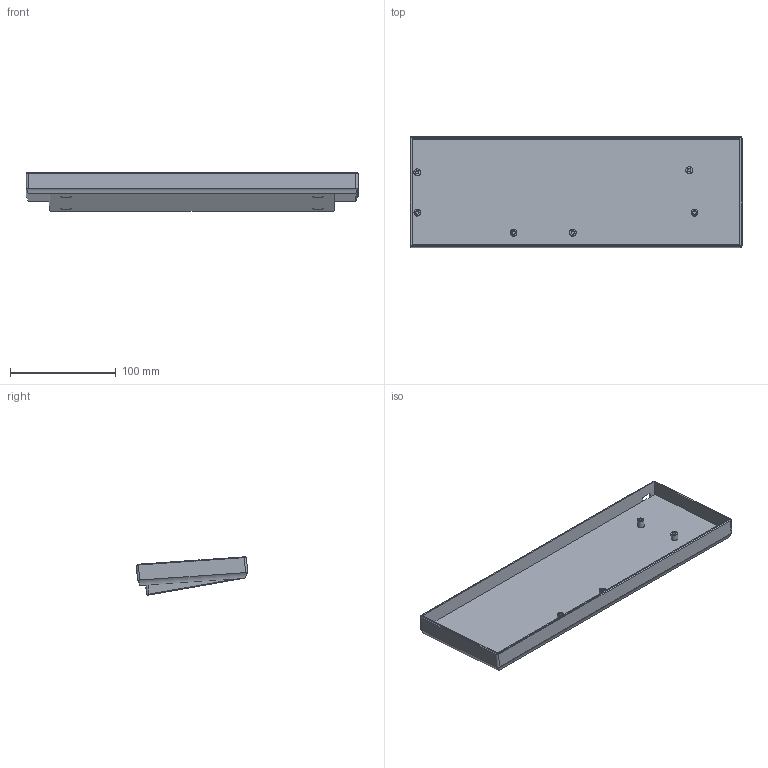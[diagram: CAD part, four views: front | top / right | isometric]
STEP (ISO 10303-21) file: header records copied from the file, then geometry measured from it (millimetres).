
FILE_DESCRIPTION(/* description */ (''),/* implementation_level */ '2;1');
FILE_NAME(/* name */ 'Case.step',/* time_stamp */ '2025-07-14T22:09:52+07:00',/* author */ (''),/* organization */ (''),/* preprocessor_version */ 'ST-DEVELOPER v20.1',/* originating_system */ 'Autodesk Translation Framework v14.10.0.0',/* authorisation */ '');
FILE_SCHEMA (('AUTOMOTIVE_DESIGN { 1 0 10303 214 3 1 1 }'));
Length unit declared in the file: millimetre
Products named in the file (1): 2025-07-14-22-09-52-068
Bounding box: 313.96 x 105.15 x 36.48 mm (x, y, z)
Volume: 342316.2 mm3; surface area: 96793.8 mm2
Topology: 1 solids, 1 shells, 94 faces, 207 edges, 132 vertices
Faces by surface type: plane 56, cylinder 28, cone 6, bspline 4
Full cylindrical faces by diameter (mm): 3.3 x6, 6.3 x6, 10.2 x4
Entity records: 2717 total; most frequent: CARTESIAN_POINT 586, DIRECTION 431, ORIENTED_EDGE 414, EDGE_CURVE 207, AXIS2_PLACEMENT_3D 149, LINE 133, VECTOR 133, VERTEX_POINT 132
